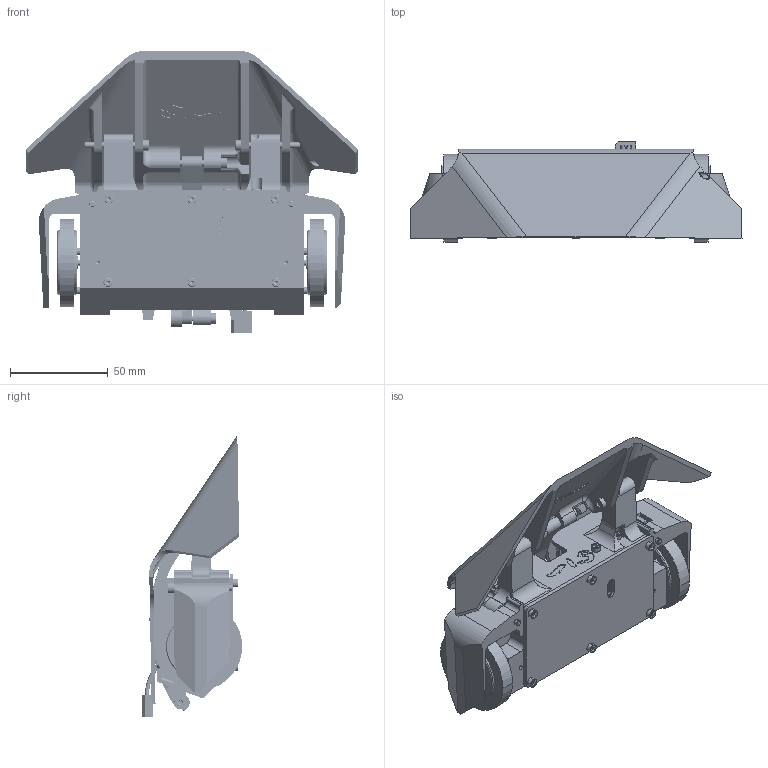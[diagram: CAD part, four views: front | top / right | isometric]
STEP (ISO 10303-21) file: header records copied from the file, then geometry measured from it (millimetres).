
FILE_DESCRIPTION (( 'STEP AP214' ), '1' );
FILE_NAME ('GH.STEP', '2023-09-18T05:08:22', ( '' ), ( '' ), 'SwSTEP 2.0', 'SolidWorks 2020', '' );
FILE_SCHEMA (( 'AUTOMOTIVE_DESIGN' ));
Length unit declared in the file: millimetre
Products named in the file (32): 邧毞3s300mah; B18.3.1M - 3 x 0.5 x 30 Hex SHCS -- 18NHX_B18.3.1M - 3 x 0.5 x 30 Hex SHCS -- 18NHX; 堍雄耀輸; ICS3010004.stp; ICS30100-0.stp; 蟀裝; 陬旯^蚾饜极11; SG-995996_45.stp; GH; B18.3.1M - 2.5 x 0.45 x 5 Hex SHCS -- 5NHX_B18.3.1M - 2.5 x 0.45 x 5 Hex SHCS -- 5NHX; 謫結^蚾饜极11; ICX301脣芛; 莓; B18.3.1M - 3 x 0.5 x 16 Hex SHCS -- 16NHX_B18.3.1M - 3 x 0.5 x 16 Hex SHCS -- 16NHX; T5_9.stp; DIGAI-995996_8.stp; BOX-02_55.stp; B18.3.1M - 2 x 0.4 x 8 Hex SHCS -- 8NHX_B18.3.1M - 2 x 0.4 x 8 Hex SHCS -- 8NHX; PRT0001^45mm陔謫麇; 嗆儂.stp; ICS301000.stp; 嗆儂旋; B18.3.1M - 2.5 x 0.45 x 8 Hex SHCS -- 8NHX_B18.3.1M - 2.5 x 0.45 x 8 Hex SHCS -- 8NHX; ICS3010007.stp; B18.3.4M - 3 x 0.5 x 8 SBHCS --N_B18.3.4M - 3 x 0.5 x 8 SBHCS --N; 45mm陔謫麇; 00-3010001_105^45mm陔謫麇; 菁攫^蚾饜极11; ICX301脣芛.stp; 0025_ASM.stp; 嗆儂; 翋諷ん
Assembly tree (52 placements, depth 5):
  GH
    堍雄耀輸  x2
    45mm陔謫麇  x2
      00-3010001_105^45mm陔謫麇
      PRT0001^45mm陔謫麇
    陬旯^蚾饜极11
    嗆儂
      嗆儂.stp
        0025_ASM.stp
          BOX-02_55.stp
          DIGAI-995996_8.stp
          SG-995996_45.stp
          T5_9.stp
    嗆儂旋
    翋諷ん
    ICX301脣芛
      ICX301脣芛.stp
        ICS3010004.stp
        ICS301000.stp
        ICS3010007.stp
        ICS30100-0.stp  x2
    邧毞3s300mah
    莓
    蟀裝
    謫結^蚾饜极11
    菁攫^蚾饜极11
    B18.3.1M - 3 x 0.5 x 30 Hex SHCS -- 18NHX_B18.3.1M - 3 x 0.5 x 30 Hex SHCS -- 18NHX  x5
    B18.3.1M - 3 x 0.5 x 16 Hex SHCS -- 16NHX_B18.3.1M - 3 x 0.5 x 16 Hex SHCS -- 16NHX
    B18.3.1M - 2.5 x 0.45 x 5 Hex SHCS -- 5NHX_B18.3.1M - 2.5 x 0.45 x 5 Hex SHCS -- 5NHX  x2
    B18.3.1M - 2.5 x 0.45 x 8 Hex SHCS -- 8NHX_B18.3.1M - 2.5 x 0.45 x 8 Hex SHCS -- 8NHX  x6
    B18.3.4M - 3 x 0.5 x 8 SBHCS --N_B18.3.4M - 3 x 0.5 x 8 SBHCS --N  x2
    B18.3.1M - 2 x 0.4 x 8 Hex SHCS -- 8NHX_B18.3.1M - 2 x 0.4 x 8 Hex SHCS -- 8NHX  x8
Bounding box: 169.71 x 51.35 x 144.16 mm (x, y, z)
Volume: 199149.8 mm3; surface area: 154234.5 mm2
Topology: 47 solids, 80 shells, 5937 faces, 15615 edges, 9957 vertices
Faces by surface type: plane 3201, cylinder 1627, cone 487, bspline 364, torus 180, sphere 78
Entity records: 183458 total; most frequent: CARTESIAN_POINT 66191, ORIENTED_EDGE 26790, DIRECTION 19330, EDGE_CURVE 13399, VERTEX_POINT 8664, AXIS2_PLACEMENT_3D 7208, B_SPLINE_CURVE_WITH_KNOTS 5876, EDGE_LOOP 5483
